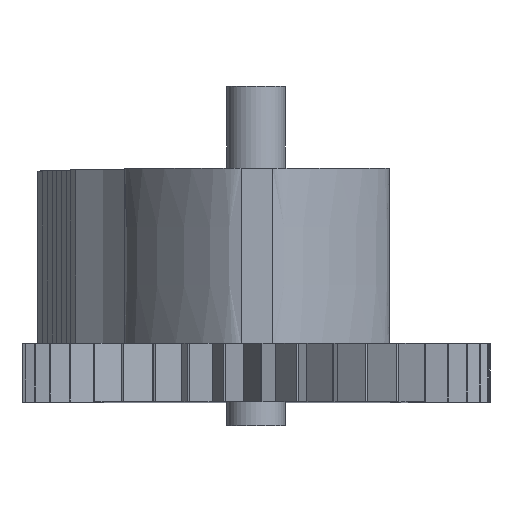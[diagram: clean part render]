
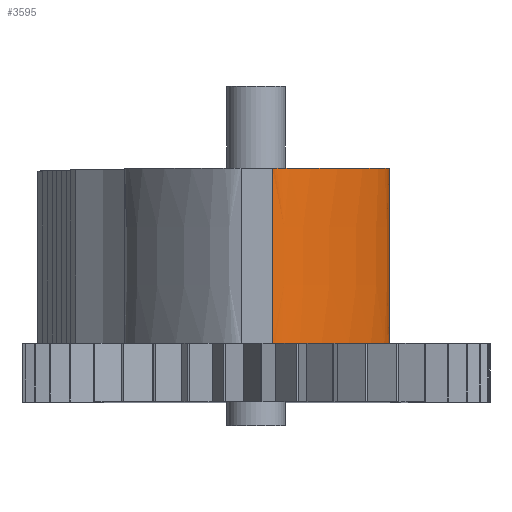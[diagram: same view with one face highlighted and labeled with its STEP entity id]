
A CAD part, top view. The second image highlights one B-rep face of the part: STEP entity #3595.
In plain terms, the highlighted free-form (B-spline) face has degree [3, 3] with [10, 4] control points.
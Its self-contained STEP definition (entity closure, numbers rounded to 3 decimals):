
#15=B_SPLINE_SURFACE_WITH_KNOTS('',3,3,((#5865,#5866,#5867,#5868),(#5869,
#5870,#5871,#5872),(#5873,#5874,#5875,#5876),(#5877,#5878,#5879,#5880),
(#5881,#5882,#5883,#5884),(#5885,#5886,#5887,#5888),(#5889,#5890,#5891,
#5892),(#5893,#5894,#5895,#5896),(#5897,#5898,#5899,#5900),(#5901,#5902,
#5903,#5904)),.UNSPECIFIED.,.F.,.F.,.F.,(4,1,1,1,1,1,1,4),(4,4),(0.,0.143,
0.286,0.429,0.571,0.714,
0.857,1.),(0.,1.5),.UNSPECIFIED.);
#17=B_SPLINE_CURVE_WITH_KNOTS('',3,(#5727,#5728,#5729,#5730,#5731,#5732,
#5733,#5734,#5735,#5736,#5737,#5738,#5739,#5740,#5741,#5742,#5743,#5744,
#5745,#5746,#5747,#5748),.UNSPECIFIED.,.F.,.F.,(4,3,3,3,3,3,3,4),(0.,0.235,
0.471,0.706,0.942,1.177,
1.413,1.648),.UNSPECIFIED.);
#19=B_SPLINE_CURVE_WITH_KNOTS('',3,(#5907,#5908,#5909,#5910,#5911,#5912,
#5913,#5914,#5915,#5916,#5917,#5918,#5919,#5920,#5921,#5922,#5923,#5924,
#5925,#5926,#5927,#5928),.UNSPECIFIED.,.F.,.F.,(4,3,3,3,3,3,3,4),(0.,
0.235,0.471,0.706,0.942,
1.177,1.413,1.648),.UNSPECIFIED.);
#20=B_SPLINE_CURVE_WITH_KNOTS('',3,(#5929,#5930,#5931,#5932),
 .UNSPECIFIED.,.F.,.F.,(4,4),(-1.5,0.),.UNSPECIFIED.);
#21=B_SPLINE_CURVE_WITH_KNOTS('',3,(#5933,#5934,#5935,#5936),
 .UNSPECIFIED.,.F.,.F.,(4,4),(0.,1.5),.UNSPECIFIED.);
#306=FACE_OUTER_BOUND('',#490,.T.);
#490=EDGE_LOOP('',(#3197,#3198,#3199,#3200));
#1744=VERTEX_POINT('',#5724);
#1745=VERTEX_POINT('',#5726);
#1787=VERTEX_POINT('',#5905);
#1788=VERTEX_POINT('',#5906);
#2224=EDGE_CURVE('',#1745,#1744,#17,.T.);
#2274=EDGE_CURVE('',#1787,#1788,#19,.T.);
#2275=EDGE_CURVE('',#1788,#1745,#20,.T.);
#2276=EDGE_CURVE('',#1744,#1787,#21,.T.);
#3197=ORIENTED_EDGE('',*,*,#2274,.T.);
#3198=ORIENTED_EDGE('',*,*,#2275,.T.);
#3199=ORIENTED_EDGE('',*,*,#2224,.T.);
#3200=ORIENTED_EDGE('',*,*,#2276,.T.);
#3595=ADVANCED_FACE('',(#306),#15,.T.);
#5724=CARTESIAN_POINT('',(-61.769,0.,68.201));
#5726=CARTESIAN_POINT('',(-71.752,0.,78.772));
#5727=CARTESIAN_POINT('Ctrl Pts',(-71.752,0.,
78.772));
#5728=CARTESIAN_POINT('Ctrl Pts',(-71.519,0.,
78.772));
#5729=CARTESIAN_POINT('Ctrl Pts',(-71.2,0.,
78.701));
#5730=CARTESIAN_POINT('Ctrl Pts',(-70.763,0.,
78.506));
#5731=CARTESIAN_POINT('Ctrl Pts',(-70.326,0.,
78.312));
#5732=CARTESIAN_POINT('Ctrl Pts',(-69.773,0.,
77.993));
#5733=CARTESIAN_POINT('Ctrl Pts',(-69.11,0.,
77.516));
#5734=CARTESIAN_POINT('Ctrl Pts',(-68.447,0.,
77.038));
#5735=CARTESIAN_POINT('Ctrl Pts',(-67.676,0.,
76.402));
#5736=CARTESIAN_POINT('Ctrl Pts',(-66.888,0.,
75.658));
#5737=CARTESIAN_POINT('Ctrl Pts',(-66.1,0.,
74.914));
#5738=CARTESIAN_POINT('Ctrl Pts',(-65.295,0.,
74.063));
#5739=CARTESIAN_POINT('Ctrl Pts',(-64.598,0.,
73.235));
#5740=CARTESIAN_POINT('Ctrl Pts',(-63.901,0.,
72.407));
#5741=CARTESIAN_POINT('Ctrl Pts',(-63.311,0.,
71.601));
#5742=CARTESIAN_POINT('Ctrl Pts',(-62.873,0.,
70.912));
#5743=CARTESIAN_POINT('Ctrl Pts',(-62.434,0.,
70.224));
#5744=CARTESIAN_POINT('Ctrl Pts',(-62.147,0.,
69.651));
#5745=CARTESIAN_POINT('Ctrl Pts',(-61.977,0.,
69.204));
#5746=CARTESIAN_POINT('Ctrl Pts',(-61.807,0.,
68.757));
#5747=CARTESIAN_POINT('Ctrl Pts',(-61.755,0.,
68.434));
#5748=CARTESIAN_POINT('Ctrl Pts',(-61.769,0.,
68.201));
#5865=CARTESIAN_POINT('Ctrl Pts',(-71.752,0.,
78.772));
#5866=CARTESIAN_POINT('Ctrl Pts',(-71.752,5.,78.772));
#5867=CARTESIAN_POINT('Ctrl Pts',(-71.752,10.,78.772));
#5868=CARTESIAN_POINT('Ctrl Pts',(-71.752,15.,78.772));
#5869=CARTESIAN_POINT('Ctrl Pts',(-71.519,0.,
78.772));
#5870=CARTESIAN_POINT('Ctrl Pts',(-71.519,5.,78.772));
#5871=CARTESIAN_POINT('Ctrl Pts',(-71.519,10.,78.772));
#5872=CARTESIAN_POINT('Ctrl Pts',(-71.519,15.,78.772));
#5873=CARTESIAN_POINT('Ctrl Pts',(-70.88,0.,
78.63));
#5874=CARTESIAN_POINT('Ctrl Pts',(-70.88,5.,78.63));
#5875=CARTESIAN_POINT('Ctrl Pts',(-70.88,10.,78.63));
#5876=CARTESIAN_POINT('Ctrl Pts',(-70.88,15.,78.63));
#5877=CARTESIAN_POINT('Ctrl Pts',(-69.219,0.,
77.675));
#5878=CARTESIAN_POINT('Ctrl Pts',(-69.219,5.,77.675));
#5879=CARTESIAN_POINT('Ctrl Pts',(-69.219,10.,77.675));
#5880=CARTESIAN_POINT('Ctrl Pts',(-69.219,15.,77.675));
#5881=CARTESIAN_POINT('Ctrl Pts',(-66.904,0.,
75.765));
#5882=CARTESIAN_POINT('Ctrl Pts',(-66.904,5.,75.765));
#5883=CARTESIAN_POINT('Ctrl Pts',(-66.904,10.,75.765));
#5884=CARTESIAN_POINT('Ctrl Pts',(-66.904,15.,75.765));
#5885=CARTESIAN_POINT('Ctrl Pts',(-64.491,0.,
73.212));
#5886=CARTESIAN_POINT('Ctrl Pts',(-64.491,5.,73.212));
#5887=CARTESIAN_POINT('Ctrl Pts',(-64.491,10.,73.212));
#5888=CARTESIAN_POINT('Ctrl Pts',(-64.491,15.,73.212));
#5889=CARTESIAN_POINT('Ctrl Pts',(-62.722,0.,
70.796));
#5890=CARTESIAN_POINT('Ctrl Pts',(-62.722,5.,70.796));
#5891=CARTESIAN_POINT('Ctrl Pts',(-62.722,10.,70.796));
#5892=CARTESIAN_POINT('Ctrl Pts',(-62.722,15.,70.796));
#5893=CARTESIAN_POINT('Ctrl Pts',(-61.859,0.,
69.079));
#5894=CARTESIAN_POINT('Ctrl Pts',(-61.859,5.,69.079));
#5895=CARTESIAN_POINT('Ctrl Pts',(-61.859,10.,69.079));
#5896=CARTESIAN_POINT('Ctrl Pts',(-61.859,15.,69.079));
#5897=CARTESIAN_POINT('Ctrl Pts',(-61.755,0.,
68.434));
#5898=CARTESIAN_POINT('Ctrl Pts',(-61.755,5.,68.434));
#5899=CARTESIAN_POINT('Ctrl Pts',(-61.755,10.,68.434));
#5900=CARTESIAN_POINT('Ctrl Pts',(-61.755,15.,68.434));
#5901=CARTESIAN_POINT('Ctrl Pts',(-61.769,0.,
68.201));
#5902=CARTESIAN_POINT('Ctrl Pts',(-61.769,5.,68.201));
#5903=CARTESIAN_POINT('Ctrl Pts',(-61.769,10.,68.201));
#5904=CARTESIAN_POINT('Ctrl Pts',(-61.769,15.,68.201));
#5905=CARTESIAN_POINT('',(-61.769,15.,68.201));
#5906=CARTESIAN_POINT('',(-71.752,15.,78.772));
#5907=CARTESIAN_POINT('Ctrl Pts',(-61.769,15.,68.201));
#5908=CARTESIAN_POINT('Ctrl Pts',(-61.755,15.,68.434));
#5909=CARTESIAN_POINT('Ctrl Pts',(-61.807,15.,68.757));
#5910=CARTESIAN_POINT('Ctrl Pts',(-61.977,15.,69.204));
#5911=CARTESIAN_POINT('Ctrl Pts',(-62.147,15.,69.651));
#5912=CARTESIAN_POINT('Ctrl Pts',(-62.434,15.,70.224));
#5913=CARTESIAN_POINT('Ctrl Pts',(-62.873,15.,70.912));
#5914=CARTESIAN_POINT('Ctrl Pts',(-63.311,15.,71.601));
#5915=CARTESIAN_POINT('Ctrl Pts',(-63.901,15.,72.407));
#5916=CARTESIAN_POINT('Ctrl Pts',(-64.598,15.,73.235));
#5917=CARTESIAN_POINT('Ctrl Pts',(-65.295,15.,74.063));
#5918=CARTESIAN_POINT('Ctrl Pts',(-66.1,15.,74.914));
#5919=CARTESIAN_POINT('Ctrl Pts',(-66.888,15.,75.658));
#5920=CARTESIAN_POINT('Ctrl Pts',(-67.676,15.,76.402));
#5921=CARTESIAN_POINT('Ctrl Pts',(-68.447,15.,77.038));
#5922=CARTESIAN_POINT('Ctrl Pts',(-69.11,15.,77.516));
#5923=CARTESIAN_POINT('Ctrl Pts',(-69.773,15.,77.993));
#5924=CARTESIAN_POINT('Ctrl Pts',(-70.326,15.,78.312));
#5925=CARTESIAN_POINT('Ctrl Pts',(-70.763,15.,78.506));
#5926=CARTESIAN_POINT('Ctrl Pts',(-71.2,15.,78.701));
#5927=CARTESIAN_POINT('Ctrl Pts',(-71.519,15.,78.772));
#5928=CARTESIAN_POINT('Ctrl Pts',(-71.752,15.,78.772));
#5929=CARTESIAN_POINT('Ctrl Pts',(-71.752,15.,78.772));
#5930=CARTESIAN_POINT('Ctrl Pts',(-71.752,10.,78.772));
#5931=CARTESIAN_POINT('Ctrl Pts',(-71.752,5.,78.772));
#5932=CARTESIAN_POINT('Ctrl Pts',(-71.752,0.,
78.772));
#5933=CARTESIAN_POINT('Ctrl Pts',(-61.769,0.,
68.201));
#5934=CARTESIAN_POINT('Ctrl Pts',(-61.769,5.,68.201));
#5935=CARTESIAN_POINT('Ctrl Pts',(-61.769,10.,68.201));
#5936=CARTESIAN_POINT('Ctrl Pts',(-61.769,15.,68.201));
